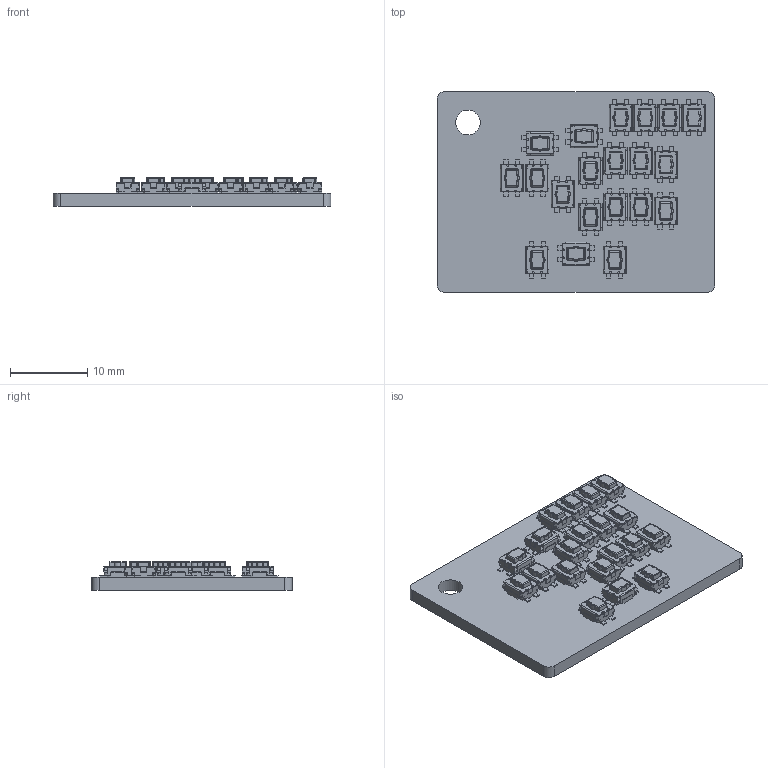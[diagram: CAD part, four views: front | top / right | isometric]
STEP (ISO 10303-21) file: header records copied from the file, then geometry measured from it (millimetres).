
FILE_DESCRIPTION(('KiCad electronic assembly'),'2;1');
FILE_NAME('TinyController.step','2024-05-24T04:21:46',('Pcbnew'),( 'Kicad'),'Open CASCADE STEP processor 7.7','KiCad to STEP converter' ,'Unknown');
FILE_SCHEMA(('AUTOMOTIVE_DESIGN { 1 0 10303 214 1 1 1 1 }'));
Length unit declared in the file: millimetre
Products named in the file (4): TinyController 1; SW-SMD_4P-L3.6-W3.0-P1.50-LS4.7; 100; TinyController_PCB
Assembly tree (22 placements, depth 3):
  TinyController 1
    SW-SMD_4P-L3.6-W3.0-P1.50-LS4.7  x20
      100
    TinyController_PCB
Bounding box: 36 x 26 x 3.74 mm (x, y, z)
Volume: 1879.8 mm3; surface area: 3562.8 mm2
Topology: 41 solids, 41 shells, 7311 faces, 19967 edges, 13018 vertices
Faces by surface type: plane 5546, cylinder 1565, torus 120, sphere 80
Full cylindrical faces by diameter (mm): 3.2 x1
Entity records: 14557 total; most frequent: CARTESIAN_POINT 2151, ORIENTED_EDGE 2048, DIRECTION 1982, EDGE_CURVE 1024, LINE 848, VECTOR 848, VERTEX_POINT 668, AXIS2_PLACEMENT_3D 567
